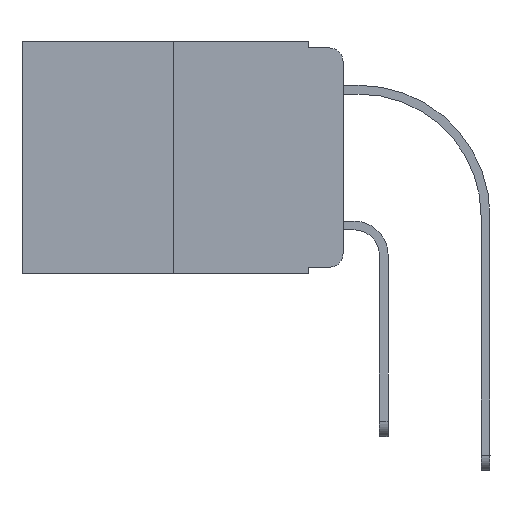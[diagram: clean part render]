
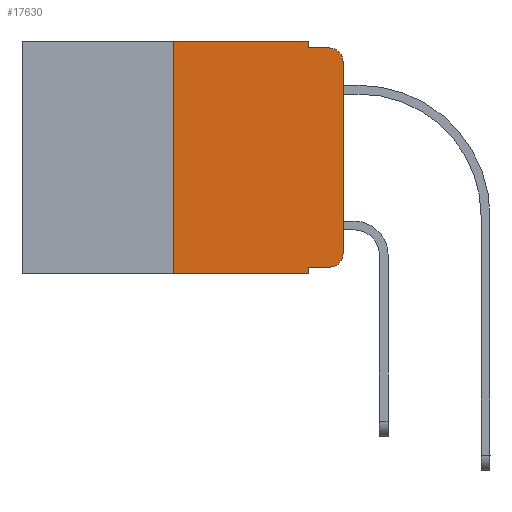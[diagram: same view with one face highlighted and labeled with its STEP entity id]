
A CAD part, left-side view. The second image highlights one B-rep face of the part: STEP entity #17630.
In plain terms, the highlighted planar face has unit normal (-1, 0, 0).
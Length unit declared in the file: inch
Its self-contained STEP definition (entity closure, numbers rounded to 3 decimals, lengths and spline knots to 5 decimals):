
#8 = AXIS2_PLACEMENT_3D ( 'NONE', #6182, #2884, #15581 ) ;
#151 = CARTESIAN_POINT ( 'NONE',  ( 0., 0.02, -0.333 ) ) ;
#606 = CARTESIAN_POINT ( 'NONE',  ( 0., 0., 0. ) ) ;
#647 = VERTEX_POINT ( 'NONE', #8376 ) ;
#961 = LINE ( 'NONE', #606, #6533 ) ;
#1057 = VECTOR ( 'NONE', #14498, 39.37008 ) ;
#1085 = EDGE_CURVE ( 'NONE', #9387, #5550, #23607, .T. ) ;
#1280 = CARTESIAN_POINT ( 'NONE',  ( 0., 0., -0.313 ) ) ;
#1998 = FACE_OUTER_BOUND ( 'NONE', #10066, .T. ) ;
#2567 = ORIENTED_EDGE ( 'NONE', *, *, #19089, .T. ) ;
#2654 = DIRECTION ( 'NONE',  ( 0., 0., -1. ) ) ;
#2825 = VECTOR ( 'NONE', #18333, 39.37008 ) ;
#2884 = DIRECTION ( 'NONE',  ( -1., 0., 0. ) ) ;
#3936 = PLANE ( 'NONE',  #5632 ) ;
#4240 = CARTESIAN_POINT ( 'NONE',  ( 0., 0.02, -0.03 ) ) ;
#4778 = VERTEX_POINT ( 'NONE', #9010 ) ;
#4876 = ORIENTED_EDGE ( 'NONE', *, *, #10439, .F. ) ;
#5001 = VERTEX_POINT ( 'NONE', #13217 ) ;
#5117 = EDGE_CURVE ( 'NONE', #5550, #22621, #961, .T. ) ;
#5430 = ORIENTED_EDGE ( 'NONE', *, *, #11865, .F. ) ;
#5550 = VERTEX_POINT ( 'NONE', #1280 ) ;
#5632 = AXIS2_PLACEMENT_3D ( 'NONE', #7938, #11694, #18811 ) ;
#6076 = ORIENTED_EDGE ( 'NONE', *, *, #10866, .F. ) ;
#6182 = CARTESIAN_POINT ( 'NONE',  ( 0., 0.02, -0.313 ) ) ;
#6484 = CARTESIAN_POINT ( 'NONE',  ( 0., 0.051, -0.333 ) ) ;
#6533 = VECTOR ( 'NONE', #8011, 39.37008 ) ;
#7233 = EDGE_CURVE ( 'NONE', #9038, #18977, #23708, .T. ) ;
#7308 = CARTESIAN_POINT ( 'NONE',  ( 0., 0., -0.03 ) ) ;
#7591 = ORIENTED_EDGE ( 'NONE', *, *, #11215, .T. ) ;
#7938 = CARTESIAN_POINT ( 'NONE',  ( 0., 0.473, 0. ) ) ;
#8011 = DIRECTION ( 'NONE',  ( 0., 0., 1. ) ) ;
#8322 = ORIENTED_EDGE ( 'NONE', *, *, #21188, .T. ) ;
#8376 = CARTESIAN_POINT ( 'NONE',  ( 0., 0.051, -0.343 ) ) ;
#8455 = CARTESIAN_POINT ( 'NONE',  ( 0., 0.25, -0.343 ) ) ;
#8916 = CARTESIAN_POINT ( 'NONE',  ( 0., 0.473, -0.343 ) ) ;
#9010 = CARTESIAN_POINT ( 'NONE',  ( 0., 0.051, -0.333 ) ) ;
#9038 = VERTEX_POINT ( 'NONE', #12906 ) ;
#9387 = VERTEX_POINT ( 'NONE', #151 ) ;
#10053 = CARTESIAN_POINT ( 'NONE',  ( 0., 0.051, -0.01 ) ) ;
#10066 = EDGE_LOOP ( 'NONE', ( #15280, #8322, #17238, #5430, #19892, #6076, #7591, #4876, #2567, #16939 ) ) ;
#10148 = VECTOR ( 'NONE', #18073, 39.37008 ) ;
#10439 = EDGE_CURVE ( 'NONE', #4778, #647, #20674, .T. ) ;
#10866 = EDGE_CURVE ( 'NONE', #18520, #9038, #12440, .T. ) ;
#10974 = CARTESIAN_POINT ( 'NONE',  ( 0., 0.25, 0. ) ) ;
#11215 = EDGE_CURVE ( 'NONE', #18520, #647, #14454, .T. ) ;
#11694 = DIRECTION ( 'NONE',  ( 1., 0., 0. ) ) ;
#11727 = LINE ( 'NONE', #15221, #16315 ) ;
#11865 = EDGE_CURVE ( 'NONE', #18977, #5001, #11727, .T. ) ;
#12440 = LINE ( 'NONE', #10974, #2825 ) ;
#12583 = VECTOR ( 'NONE', #17409, 39.37008 ) ;
#12906 = CARTESIAN_POINT ( 'NONE',  ( 0., 0.25, 0. ) ) ;
#13217 = CARTESIAN_POINT ( 'NONE',  ( 0., 0.051, -0.01 ) ) ;
#13415 = DIRECTION ( 'NONE',  ( 0., 0., -1. ) ) ;
#13626 = LINE ( 'NONE', #6484, #15315 ) ;
#13855 = DIRECTION ( 'NONE',  ( 0., -1., 0. ) ) ;
#14454 = LINE ( 'NONE', #8916, #10148 ) ;
#14498 = DIRECTION ( 'NONE',  ( 0., -1., 0. ) ) ;
#14755 = CARTESIAN_POINT ( 'NONE',  ( 0., 0.02, -0.01 ) ) ;
#15101 = CARTESIAN_POINT ( 'NONE',  ( 0., 0.051, 0. ) ) ;
#15173 = VECTOR ( 'NONE', #20923, 39.37008 ) ;
#15221 = CARTESIAN_POINT ( 'NONE',  ( 0., 0.051, 0. ) ) ;
#15280 = ORIENTED_EDGE ( 'NONE', *, *, #5117, .T. ) ;
#15315 = VECTOR ( 'NONE', #13855, 39.37008 ) ;
#15581 = DIRECTION ( 'NONE',  ( 0., 0., -1. ) ) ;
#15720 = AXIS2_PLACEMENT_3D ( 'NONE', #4240, #22890, #2654 ) ;
#16100 = CIRCLE ( 'NONE', #15720, 0.02 ) ;
#16315 = VECTOR ( 'NONE', #13415, 39.37008 ) ;
#16939 = ORIENTED_EDGE ( 'NONE', *, *, #1085, .T. ) ;
#17238 = ORIENTED_EDGE ( 'NONE', *, *, #18144, .F. ) ;
#17409 = DIRECTION ( 'NONE',  ( 0., -1., 0. ) ) ;
#17630 = ADVANCED_FACE ( 'NONE', ( #1998 ), #3936, .F. ) ;
#18073 = DIRECTION ( 'NONE',  ( 0., -1., 0. ) ) ;
#18144 = EDGE_CURVE ( 'NONE', #5001, #21530, #22881, .T. ) ;
#18333 = DIRECTION ( 'NONE',  ( 0., 0., 1. ) ) ;
#18520 = VERTEX_POINT ( 'NONE', #8455 ) ;
#18811 = DIRECTION ( 'NONE',  ( 0., 0., -1. ) ) ;
#18931 = CARTESIAN_POINT ( 'NONE',  ( 0., 0.051, 0. ) ) ;
#18977 = VERTEX_POINT ( 'NONE', #18931 ) ;
#19089 = EDGE_CURVE ( 'NONE', #4778, #9387, #13626, .T. ) ;
#19892 = ORIENTED_EDGE ( 'NONE', *, *, #7233, .F. ) ;
#19958 = CARTESIAN_POINT ( 'NONE',  ( 0., 0.473, 0. ) ) ;
#20674 = LINE ( 'NONE', #15101, #15173 ) ;
#20923 = DIRECTION ( 'NONE',  ( 0., 0., -1. ) ) ;
#21188 = EDGE_CURVE ( 'NONE', #22621, #21530, #16100, .T. ) ;
#21530 = VERTEX_POINT ( 'NONE', #14755 ) ;
#22621 = VERTEX_POINT ( 'NONE', #7308 ) ;
#22881 = LINE ( 'NONE', #10053, #12583 ) ;
#22890 = DIRECTION ( 'NONE',  ( -1., 0., 0. ) ) ;
#23607 = CIRCLE ( 'NONE', #8, 0.02 ) ;
#23708 = LINE ( 'NONE', #19958, #1057 ) ;
